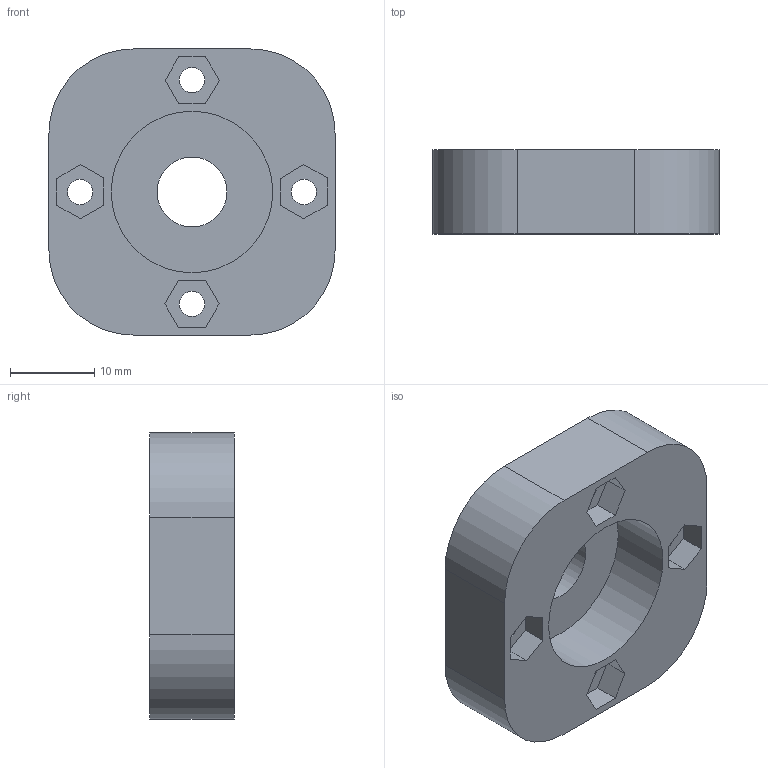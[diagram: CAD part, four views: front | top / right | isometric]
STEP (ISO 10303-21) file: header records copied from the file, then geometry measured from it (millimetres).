
FILE_DESCRIPTION(/* description */ (''),/* implementation_level */ '2;1');
FILE_NAME(/* name */ 'rulmanlik.stp',/* time_stamp */ '2021-07-29T10:10:22-07:00',/* author */ ('nergi'),/* organization */ (''),/* preprocessor_version */ 'ST-DEVELOPER v15.6',/* originating_system */ 'Autodesk Inventor 2015',/* authorisation */ '');
FILE_SCHEMA (('AUTOMOTIVE_DESIGN { 1 0 10303 214 3 1 1 }'));
Length unit declared in the file: millimetre
Products named in the file (1): rulmanlik
Bounding box: 34 x 10 x 34 mm (x, y, z)
Volume: 7876.9 mm3; surface area: 4176.1 mm2
Topology: 1 solids, 1 shells, 45 faces, 117 edges, 79 vertices
Faces by surface type: plane 35, cylinder 10
Full cylindrical faces by diameter (mm): 3 x4, 8.3 x1, 19.2 x1
Entity records: 1362 total; most frequent: CARTESIAN_POINT 230, DIRECTION 220, ORIENTED_EDGE 216, EDGE_CURVE 108, LINE 88, VECTOR 88, VERTEX_POINT 76, EDGE_LOOP 66
